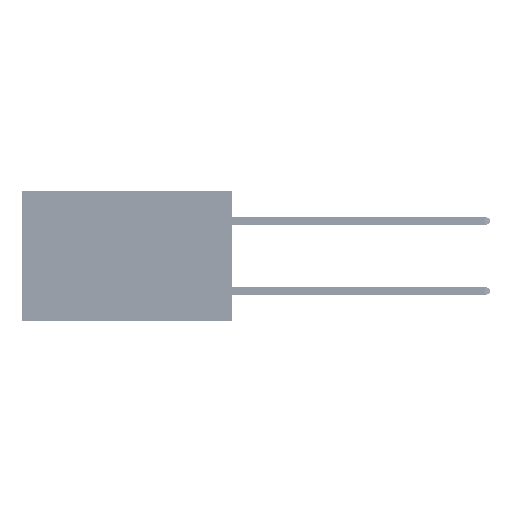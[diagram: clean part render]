
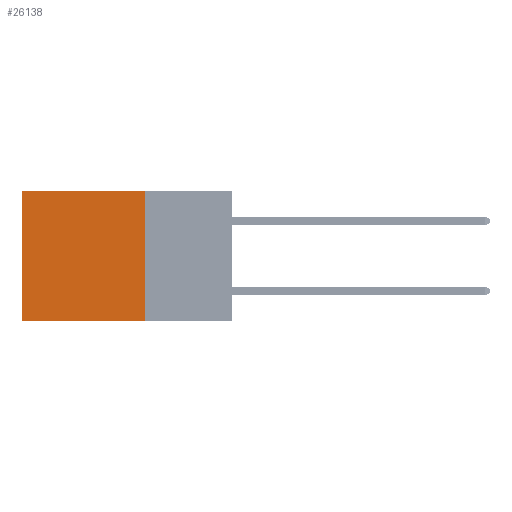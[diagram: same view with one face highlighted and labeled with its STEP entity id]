
A CAD part, left-side view. The second image highlights one B-rep face of the part: STEP entity #26138.
In plain terms, the highlighted planar face has unit normal (-1, 0, 0).
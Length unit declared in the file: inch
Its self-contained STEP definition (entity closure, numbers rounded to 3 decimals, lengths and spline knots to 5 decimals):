
#360 = FACE_OUTER_BOUND ( 'NONE', #21520, .T. ) ;
#1706 = VERTEX_POINT ( 'NONE', #14832 ) ;
#5599 = VECTOR ( 'NONE', #10776, 39.37008 ) ;
#7460 = CARTESIAN_POINT ( 'NONE',  ( 0.2875, 0.6, 0. ) ) ;
#8338 = CARTESIAN_POINT ( 'NONE',  ( 0.2875, 0.25, 0. ) ) ;
#9115 = ORIENTED_EDGE ( 'NONE', *, *, #41831, .F. ) ;
#9126 = DIRECTION ( 'NONE',  ( 0., 0., -1. ) ) ;
#10473 = CARTESIAN_POINT ( 'NONE',  ( 0.2875, 0.25, -0.37 ) ) ;
#10776 = DIRECTION ( 'NONE',  ( 0., 1., 0. ) ) ;
#12900 = LINE ( 'NONE', #7460, #39119 ) ;
#13186 = ORIENTED_EDGE ( 'NONE', *, *, #17309, .T. ) ;
#14832 = CARTESIAN_POINT ( 'NONE',  ( 0.2875, 0.6, 0. ) ) ;
#15708 = VERTEX_POINT ( 'NONE', #23305 ) ;
#15937 = DIRECTION ( 'NONE',  ( 0., 0., -1. ) ) ;
#17261 = ORIENTED_EDGE ( 'NONE', *, *, #36039, .F. ) ;
#17309 = EDGE_CURVE ( 'NONE', #1706, #15708, #12900, .T. ) ;
#20911 = LINE ( 'NONE', #8338, #38356 ) ;
#21520 = EDGE_LOOP ( 'NONE', ( #13186, #9115, #17261, #37479 ) ) ;
#22604 = EDGE_CURVE ( 'NONE', #42322, #1706, #45238, .T. ) ;
#22976 = CARTESIAN_POINT ( 'NONE',  ( 0.2875, 0.25, 0. ) ) ;
#23305 = CARTESIAN_POINT ( 'NONE',  ( 0.2875, 0.6, -0.37 ) ) ;
#23674 = DIRECTION ( 'NONE',  ( 0., 0., -1. ) ) ;
#26117 = DIRECTION ( 'NONE',  ( 0., 1., 0. ) ) ;
#26138 = ADVANCED_FACE ( 'NONE', ( #360 ), #39762, .F. ) ;
#26839 = CARTESIAN_POINT ( 'NONE',  ( 0.2875, 0.25, 0. ) ) ;
#29163 = LINE ( 'NONE', #49034, #34384 ) ;
#34384 = VECTOR ( 'NONE', #26117, 39.37008 ) ;
#36039 = EDGE_CURVE ( 'NONE', #42322, #40528, #20911, .T. ) ;
#37479 = ORIENTED_EDGE ( 'NONE', *, *, #22604, .T. ) ;
#38083 = CARTESIAN_POINT ( 'NONE',  ( 0.2875, 0.25, 0. ) ) ;
#38356 = VECTOR ( 'NONE', #23674, 39.37008 ) ;
#39119 = VECTOR ( 'NONE', #9126, 39.37008 ) ;
#39762 = PLANE ( 'NONE',  #41142 ) ;
#40528 = VERTEX_POINT ( 'NONE', #10473 ) ;
#41142 = AXIS2_PLACEMENT_3D ( 'NONE', #22976, #46618, #15937 ) ;
#41831 = EDGE_CURVE ( 'NONE', #40528, #15708, #29163, .T. ) ;
#42322 = VERTEX_POINT ( 'NONE', #38083 ) ;
#45238 = LINE ( 'NONE', #26839, #5599 ) ;
#46618 = DIRECTION ( 'NONE',  ( 1., 0., 0. ) ) ;
#49034 = CARTESIAN_POINT ( 'NONE',  ( 0.2875, 0.25, -0.37 ) ) ;
